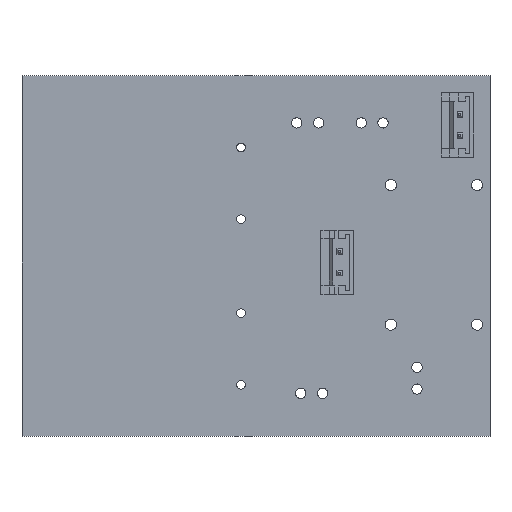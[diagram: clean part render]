
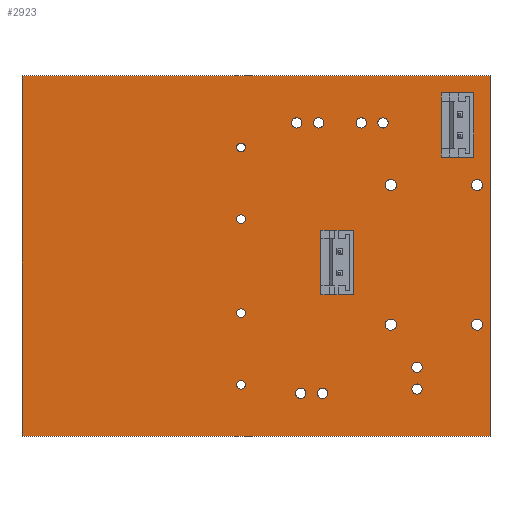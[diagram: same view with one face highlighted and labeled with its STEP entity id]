
A CAD part, top view. The second image highlights one B-rep face of the part: STEP entity #2923.
In plain terms, the highlighted planar face has unit normal (0, 0, 1).
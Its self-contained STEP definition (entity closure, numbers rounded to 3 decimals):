
#2591 = VERTEX_POINT('',#2592);
#2592 = CARTESIAN_POINT('',(85.5,-62.5,1.6));
#2598 = EDGE_CURVE('',#2591,#2599,#2601,.T.);
#2599 = VERTEX_POINT('',#2600);
#2600 = CARTESIAN_POINT('',(31.,-62.5,1.6));
#2601 = LINE('',#2602,#2603);
#2602 = CARTESIAN_POINT('',(85.5,-62.5,1.6));
#2603 = VECTOR('',#2604,1.);
#2604 = DIRECTION('',(-1.,0.,0.));
#2631 = VERTEX_POINT('',#2632);
#2632 = CARTESIAN_POINT('',(85.5,-20.5,1.6));
#2638 = EDGE_CURVE('',#2631,#2591,#2639,.T.);
#2639 = LINE('',#2640,#2641);
#2640 = CARTESIAN_POINT('',(85.5,-20.5,1.6));
#2641 = VECTOR('',#2642,1.);
#2642 = DIRECTION('',(0.,-1.,0.));
#2660 = EDGE_CURVE('',#2599,#2661,#2663,.T.);
#2661 = VERTEX_POINT('',#2662);
#2662 = CARTESIAN_POINT('',(31.,-20.5,1.6));
#2663 = LINE('',#2664,#2665);
#2664 = CARTESIAN_POINT('',(31.,-62.5,1.6));
#2665 = VECTOR('',#2666,1.);
#2666 = DIRECTION('',(0.,1.,0.));
#2923 = ADVANCED_FACE('',(#2924,#2935,#2946,#2957,#2968,#2979,#2990,
    #3001,#3012,#3023,#3034,#3045,#3056,#3067,#3078,#3089,#3100,#3111,
    #3122,#3133,#3144),#3155,.T.);
#2924 = FACE_BOUND('',#2925,.T.);
#2925 = EDGE_LOOP('',(#2926,#2927,#2928,#2934));
#2926 = ORIENTED_EDGE('',*,*,#2598,.F.);
#2927 = ORIENTED_EDGE('',*,*,#2638,.F.);
#2928 = ORIENTED_EDGE('',*,*,#2929,.F.);
#2929 = EDGE_CURVE('',#2661,#2631,#2930,.T.);
#2930 = LINE('',#2931,#2932);
#2931 = CARTESIAN_POINT('',(31.,-20.5,1.6));
#2932 = VECTOR('',#2933,1.);
#2933 = DIRECTION('',(1.,0.,0.));
#2934 = ORIENTED_EDGE('',*,*,#2660,.F.);
#2935 = FACE_BOUND('',#2936,.T.);
#2936 = EDGE_LOOP('',(#2937));
#2937 = ORIENTED_EDGE('',*,*,#2938,.T.);
#2938 = EDGE_CURVE('',#2939,#2939,#2941,.T.);
#2939 = VERTEX_POINT('',#2940);
#2940 = CARTESIAN_POINT('',(56.5,-57.,1.6));
#2941 = CIRCLE('',#2942,0.5);
#2942 = AXIS2_PLACEMENT_3D('',#2943,#2944,#2945);
#2943 = CARTESIAN_POINT('',(56.5,-56.5,1.6));
#2944 = DIRECTION('',(-0.,0.,-1.));
#2945 = DIRECTION('',(-0.,-1.,0.));
#2946 = FACE_BOUND('',#2947,.T.);
#2947 = EDGE_LOOP('',(#2948));
#2948 = ORIENTED_EDGE('',*,*,#2949,.T.);
#2949 = EDGE_CURVE('',#2950,#2950,#2952,.T.);
#2950 = VERTEX_POINT('',#2951);
#2951 = CARTESIAN_POINT('',(63.46,-58.1,1.6));
#2952 = CIRCLE('',#2953,0.6);
#2953 = AXIS2_PLACEMENT_3D('',#2954,#2955,#2956);
#2954 = CARTESIAN_POINT('',(63.46,-57.5,1.6));
#2955 = DIRECTION('',(-0.,0.,-1.));
#2956 = DIRECTION('',(-0.,-1.,0.));
#2957 = FACE_BOUND('',#2958,.T.);
#2958 = EDGE_LOOP('',(#2959));
#2959 = ORIENTED_EDGE('',*,*,#2960,.T.);
#2960 = EDGE_CURVE('',#2961,#2961,#2963,.T.);
#2961 = VERTEX_POINT('',#2962);
#2962 = CARTESIAN_POINT('',(66.,-58.1,1.6));
#2963 = CIRCLE('',#2964,0.6);
#2964 = AXIS2_PLACEMENT_3D('',#2965,#2966,#2967);
#2965 = CARTESIAN_POINT('',(66.,-57.5,1.6));
#2966 = DIRECTION('',(-0.,0.,-1.));
#2967 = DIRECTION('',(-0.,-1.,0.));
#2968 = FACE_BOUND('',#2969,.T.);
#2969 = EDGE_LOOP('',(#2970));
#2970 = ORIENTED_EDGE('',*,*,#2971,.T.);
#2971 = EDGE_CURVE('',#2972,#2972,#2974,.T.);
#2972 = VERTEX_POINT('',#2973);
#2973 = CARTESIAN_POINT('',(56.5,-48.65,1.6));
#2974 = CIRCLE('',#2975,0.5);
#2975 = AXIS2_PLACEMENT_3D('',#2976,#2977,#2978);
#2976 = CARTESIAN_POINT('',(56.5,-48.15,1.6));
#2977 = DIRECTION('',(-0.,0.,-1.));
#2978 = DIRECTION('',(-0.,-1.,0.));
#2979 = FACE_BOUND('',#2980,.T.);
#2980 = EDGE_LOOP('',(#2981));
#2981 = ORIENTED_EDGE('',*,*,#2982,.T.);
#2982 = EDGE_CURVE('',#2983,#2983,#2985,.T.);
#2983 = VERTEX_POINT('',#2984);
#2984 = CARTESIAN_POINT('',(68.,-44.,1.6));
#2985 = CIRCLE('',#2986,0.5);
#2986 = AXIS2_PLACEMENT_3D('',#2987,#2988,#2989);
#2987 = CARTESIAN_POINT('',(68.,-43.5,1.6));
#2988 = DIRECTION('',(-0.,0.,-1.));
#2989 = DIRECTION('',(-0.,-1.,0.));
#2990 = FACE_BOUND('',#2991,.T.);
#2991 = EDGE_LOOP('',(#2992));
#2992 = ORIENTED_EDGE('',*,*,#2993,.T.);
#2993 = EDGE_CURVE('',#2994,#2994,#2996,.T.);
#2994 = VERTEX_POINT('',#2995);
#2995 = CARTESIAN_POINT('',(77.,-57.6,1.6));
#2996 = CIRCLE('',#2997,0.6);
#2997 = AXIS2_PLACEMENT_3D('',#2998,#2999,#3000);
#2998 = CARTESIAN_POINT('',(77.,-57.,1.6));
#2999 = DIRECTION('',(-0.,0.,-1.));
#3000 = DIRECTION('',(-0.,-1.,0.));
#3001 = FACE_BOUND('',#3002,.T.);
#3002 = EDGE_LOOP('',(#3003));
#3003 = ORIENTED_EDGE('',*,*,#3004,.T.);
#3004 = EDGE_CURVE('',#3005,#3005,#3007,.T.);
#3005 = VERTEX_POINT('',#3006);
#3006 = CARTESIAN_POINT('',(77.,-55.06,1.6));
#3007 = CIRCLE('',#3008,0.6);
#3008 = AXIS2_PLACEMENT_3D('',#3009,#3010,#3011);
#3009 = CARTESIAN_POINT('',(77.,-54.46,1.6));
#3010 = DIRECTION('',(-0.,0.,-1.));
#3011 = DIRECTION('',(-0.,-1.,0.));
#3012 = FACE_BOUND('',#3013,.T.);
#3013 = EDGE_LOOP('',(#3014));
#3014 = ORIENTED_EDGE('',*,*,#3015,.T.);
#3015 = EDGE_CURVE('',#3016,#3016,#3018,.T.);
#3016 = VERTEX_POINT('',#3017);
#3017 = CARTESIAN_POINT('',(73.95,-50.15,1.6));
#3018 = CIRCLE('',#3019,0.65);
#3019 = AXIS2_PLACEMENT_3D('',#3020,#3021,#3022);
#3020 = CARTESIAN_POINT('',(73.95,-49.5,1.6));
#3021 = DIRECTION('',(-0.,0.,-1.));
#3022 = DIRECTION('',(0.,-1.,-0.));
#3023 = FACE_BOUND('',#3024,.T.);
#3024 = EDGE_LOOP('',(#3025));
#3025 = ORIENTED_EDGE('',*,*,#3026,.T.);
#3026 = EDGE_CURVE('',#3027,#3027,#3029,.T.);
#3027 = VERTEX_POINT('',#3028);
#3028 = CARTESIAN_POINT('',(84.,-50.15,1.6));
#3029 = CIRCLE('',#3030,0.65);
#3030 = AXIS2_PLACEMENT_3D('',#3031,#3032,#3033);
#3031 = CARTESIAN_POINT('',(84.,-49.5,1.6));
#3032 = DIRECTION('',(-0.,0.,-1.));
#3033 = DIRECTION('',(-0.,-1.,0.));
#3034 = FACE_BOUND('',#3035,.T.);
#3035 = EDGE_LOOP('',(#3036));
#3036 = ORIENTED_EDGE('',*,*,#3037,.T.);
#3037 = EDGE_CURVE('',#3038,#3038,#3040,.T.);
#3038 = VERTEX_POINT('',#3039);
#3039 = CARTESIAN_POINT('',(56.5,-37.7,1.6));
#3040 = CIRCLE('',#3041,0.5);
#3041 = AXIS2_PLACEMENT_3D('',#3042,#3043,#3044);
#3042 = CARTESIAN_POINT('',(56.5,-37.2,1.6));
#3043 = DIRECTION('',(-0.,0.,-1.));
#3044 = DIRECTION('',(-0.,-1.,0.));
#3045 = FACE_BOUND('',#3046,.T.);
#3046 = EDGE_LOOP('',(#3047));
#3047 = ORIENTED_EDGE('',*,*,#3048,.T.);
#3048 = EDGE_CURVE('',#3049,#3049,#3051,.T.);
#3049 = VERTEX_POINT('',#3050);
#3050 = CARTESIAN_POINT('',(68.,-41.5,1.6));
#3051 = CIRCLE('',#3052,0.5);
#3052 = AXIS2_PLACEMENT_3D('',#3053,#3054,#3055);
#3053 = CARTESIAN_POINT('',(68.,-41.,1.6));
#3054 = DIRECTION('',(-0.,0.,-1.));
#3055 = DIRECTION('',(-0.,-1.,0.));
#3056 = FACE_BOUND('',#3057,.T.);
#3057 = EDGE_LOOP('',(#3058));
#3058 = ORIENTED_EDGE('',*,*,#3059,.T.);
#3059 = EDGE_CURVE('',#3060,#3060,#3062,.T.);
#3060 = VERTEX_POINT('',#3061);
#3061 = CARTESIAN_POINT('',(56.5,-29.35,1.6));
#3062 = CIRCLE('',#3063,0.5);
#3063 = AXIS2_PLACEMENT_3D('',#3064,#3065,#3066);
#3064 = CARTESIAN_POINT('',(56.5,-28.85,1.6));
#3065 = DIRECTION('',(-0.,0.,-1.));
#3066 = DIRECTION('',(-0.,-1.,0.));
#3067 = FACE_BOUND('',#3068,.T.);
#3068 = EDGE_LOOP('',(#3069));
#3069 = ORIENTED_EDGE('',*,*,#3070,.T.);
#3070 = EDGE_CURVE('',#3071,#3071,#3073,.T.);
#3071 = VERTEX_POINT('',#3072);
#3072 = CARTESIAN_POINT('',(63.,-26.6,1.6));
#3073 = CIRCLE('',#3074,0.6);
#3074 = AXIS2_PLACEMENT_3D('',#3075,#3076,#3077);
#3075 = CARTESIAN_POINT('',(63.,-26.,1.6));
#3076 = DIRECTION('',(-0.,0.,-1.));
#3077 = DIRECTION('',(-0.,-1.,0.));
#3078 = FACE_BOUND('',#3079,.T.);
#3079 = EDGE_LOOP('',(#3080));
#3080 = ORIENTED_EDGE('',*,*,#3081,.T.);
#3081 = EDGE_CURVE('',#3082,#3082,#3084,.T.);
#3082 = VERTEX_POINT('',#3083);
#3083 = CARTESIAN_POINT('',(65.54,-26.6,1.6));
#3084 = CIRCLE('',#3085,0.6);
#3085 = AXIS2_PLACEMENT_3D('',#3086,#3087,#3088);
#3086 = CARTESIAN_POINT('',(65.54,-26.,1.6));
#3087 = DIRECTION('',(-0.,0.,-1.));
#3088 = DIRECTION('',(0.,-1.,-0.));
#3089 = FACE_BOUND('',#3090,.T.);
#3090 = EDGE_LOOP('',(#3091));
#3091 = ORIENTED_EDGE('',*,*,#3092,.T.);
#3092 = EDGE_CURVE('',#3093,#3093,#3095,.T.);
#3093 = VERTEX_POINT('',#3094);
#3094 = CARTESIAN_POINT('',(73.95,-33.9,1.6));
#3095 = CIRCLE('',#3096,0.65);
#3096 = AXIS2_PLACEMENT_3D('',#3097,#3098,#3099);
#3097 = CARTESIAN_POINT('',(73.95,-33.25,1.6));
#3098 = DIRECTION('',(-0.,0.,-1.));
#3099 = DIRECTION('',(0.,-1.,-0.));
#3100 = FACE_BOUND('',#3101,.T.);
#3101 = EDGE_LOOP('',(#3102));
#3102 = ORIENTED_EDGE('',*,*,#3103,.T.);
#3103 = EDGE_CURVE('',#3104,#3104,#3106,.T.);
#3104 = VERTEX_POINT('',#3105);
#3105 = CARTESIAN_POINT('',(84.,-33.9,1.6));
#3106 = CIRCLE('',#3107,0.65);
#3107 = AXIS2_PLACEMENT_3D('',#3108,#3109,#3110);
#3108 = CARTESIAN_POINT('',(84.,-33.25,1.6));
#3109 = DIRECTION('',(-0.,0.,-1.));
#3110 = DIRECTION('',(-0.,-1.,0.));
#3111 = FACE_BOUND('',#3112,.T.);
#3112 = EDGE_LOOP('',(#3113));
#3113 = ORIENTED_EDGE('',*,*,#3114,.T.);
#3114 = EDGE_CURVE('',#3115,#3115,#3117,.T.);
#3115 = VERTEX_POINT('',#3116);
#3116 = CARTESIAN_POINT('',(70.5,-26.6,1.6));
#3117 = CIRCLE('',#3118,0.6);
#3118 = AXIS2_PLACEMENT_3D('',#3119,#3120,#3121);
#3119 = CARTESIAN_POINT('',(70.5,-26.,1.6));
#3120 = DIRECTION('',(-0.,0.,-1.));
#3121 = DIRECTION('',(-0.,-1.,0.));
#3122 = FACE_BOUND('',#3123,.T.);
#3123 = EDGE_LOOP('',(#3124));
#3124 = ORIENTED_EDGE('',*,*,#3125,.T.);
#3125 = EDGE_CURVE('',#3126,#3126,#3128,.T.);
#3126 = VERTEX_POINT('',#3127);
#3127 = CARTESIAN_POINT('',(73.04,-26.6,1.6));
#3128 = CIRCLE('',#3129,0.6);
#3129 = AXIS2_PLACEMENT_3D('',#3130,#3131,#3132);
#3130 = CARTESIAN_POINT('',(73.04,-26.,1.6));
#3131 = DIRECTION('',(-0.,0.,-1.));
#3132 = DIRECTION('',(0.,-1.,-0.));
#3133 = FACE_BOUND('',#3134,.T.);
#3134 = EDGE_LOOP('',(#3135));
#3135 = ORIENTED_EDGE('',*,*,#3136,.T.);
#3136 = EDGE_CURVE('',#3137,#3137,#3139,.T.);
#3137 = VERTEX_POINT('',#3138);
#3138 = CARTESIAN_POINT('',(82.,-28.,1.6));
#3139 = CIRCLE('',#3140,0.5);
#3140 = AXIS2_PLACEMENT_3D('',#3141,#3142,#3143);
#3141 = CARTESIAN_POINT('',(82.,-27.5,1.6));
#3142 = DIRECTION('',(-0.,0.,-1.));
#3143 = DIRECTION('',(-0.,-1.,0.));
#3144 = FACE_BOUND('',#3145,.T.);
#3145 = EDGE_LOOP('',(#3146));
#3146 = ORIENTED_EDGE('',*,*,#3147,.T.);
#3147 = EDGE_CURVE('',#3148,#3148,#3150,.T.);
#3148 = VERTEX_POINT('',#3149);
#3149 = CARTESIAN_POINT('',(82.,-25.5,1.6));
#3150 = CIRCLE('',#3151,0.5);
#3151 = AXIS2_PLACEMENT_3D('',#3152,#3153,#3154);
#3152 = CARTESIAN_POINT('',(82.,-25.,1.6));
#3153 = DIRECTION('',(-0.,0.,-1.));
#3154 = DIRECTION('',(-0.,-1.,0.));
#3155 = PLANE('',#3156);
#3156 = AXIS2_PLACEMENT_3D('',#3157,#3158,#3159);
#3157 = CARTESIAN_POINT('',(0.,0.,1.6));
#3158 = DIRECTION('',(0.,0.,1.));
#3159 = DIRECTION('',(1.,0.,-0.));
